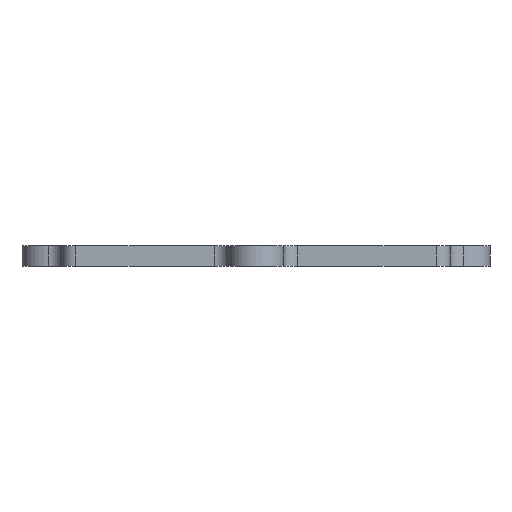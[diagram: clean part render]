
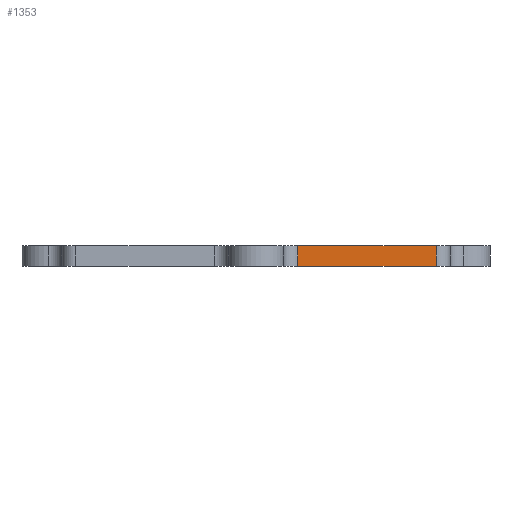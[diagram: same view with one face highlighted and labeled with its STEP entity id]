
A CAD part, left-side view. The second image highlights one B-rep face of the part: STEP entity #1353.
In plain terms, the highlighted planar face has unit normal (-1, 0, 0).
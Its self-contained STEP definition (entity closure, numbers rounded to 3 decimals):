
#172=DIRECTION('',(0.,-1.,0.));
#173=VECTOR('',#172,20.005);
#174=CARTESIAN_POINT('',(-70.,115.13,0.));
#175=LINE('',#174,#173);
#303=DIRECTION('',(0.,-1.,0.));
#304=VECTOR('',#303,20.005);
#305=CARTESIAN_POINT('',(-70.,115.13,3.));
#306=LINE('',#305,#304);
#481=DIRECTION('',(0.,0.,-1.));
#482=VECTOR('',#481,3.);
#483=CARTESIAN_POINT('',(-70.,95.125,3.));
#484=LINE('',#483,#482);
#485=DIRECTION('',(0.,0.,1.));
#486=VECTOR('',#485,3.);
#487=CARTESIAN_POINT('',(-70.,115.13,0.));
#488=LINE('',#487,#486);
#809=CARTESIAN_POINT('',(-70.,115.13,0.));
#810=CARTESIAN_POINT('',(-70.,115.13,3.));
#811=VERTEX_POINT('',#809);
#812=VERTEX_POINT('',#810);
#817=CARTESIAN_POINT('',(-70.,95.125,0.));
#818=VERTEX_POINT('',#817);
#819=CARTESIAN_POINT('',(-70.,95.125,3.));
#820=VERTEX_POINT('',#819);
#1341=CARTESIAN_POINT('',(-70.,117.125,0.));
#1342=DIRECTION('',(-1.,0.,0.));
#1343=DIRECTION('',(0.,-1.,0.));
#1344=AXIS2_PLACEMENT_3D('',#1341,#1342,#1343);
#1345=PLANE('',#1344);
#1346=ORIENTED_EDGE('',*,*,#1334,.T.);
#1347=ORIENTED_EDGE('',*,*,#872,.F.);
#1349=ORIENTED_EDGE('',*,*,#1348,.T.);
#1350=ORIENTED_EDGE('',*,*,#988,.T.);
#1351=EDGE_LOOP('',(#1346,#1347,#1349,#1350));
#1352=FACE_OUTER_BOUND('',#1351,.F.);
#872=EDGE_CURVE('',#811,#818,#175,.T.);
#988=EDGE_CURVE('',#812,#820,#306,.T.);
#1334=EDGE_CURVE('',#820,#818,#484,.T.);
#1348=EDGE_CURVE('',#811,#812,#488,.T.);
#1353=ADVANCED_FACE('',(#1352),#1345,.T.);
